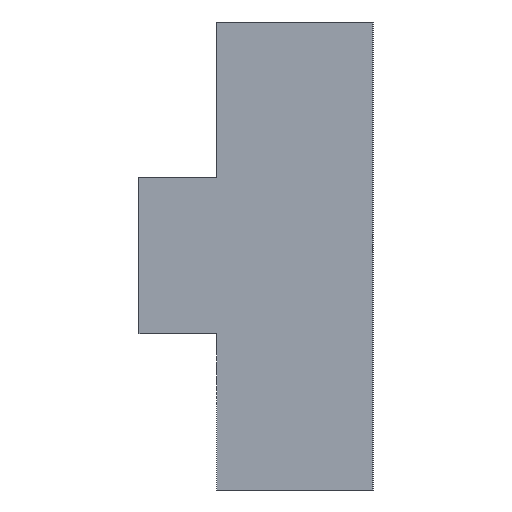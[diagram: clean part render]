
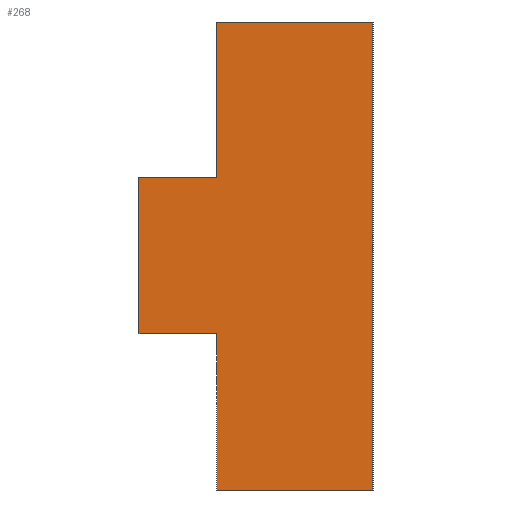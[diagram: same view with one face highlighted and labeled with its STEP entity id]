
A CAD part, left-side view. The second image highlights one B-rep face of the part: STEP entity #268.
In plain terms, the highlighted planar face has unit normal (-1, 0, 0).
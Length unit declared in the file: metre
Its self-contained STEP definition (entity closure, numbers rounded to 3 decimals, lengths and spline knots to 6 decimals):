
#7 = ORIENTED_EDGE ( 'NONE', *, *, #209, .T. ) ;
#15 = CARTESIAN_POINT ( 'NONE',  ( 0., -0.025, 0. ) ) ;
#21 = LINE ( 'NONE', #247, #365 ) ;
#26 = DIRECTION ( 'NONE',  ( 0., 0., -1. ) ) ;
#27 = ORIENTED_EDGE ( 'NONE', *, *, #193, .T. ) ;
#30 = VECTOR ( 'NONE', #246, 1. ) ;
#31 = EDGE_LOOP ( 'NONE', ( #233, #37, #27, #7, #131, #298, #149, #140 ) ) ;
#37 = ORIENTED_EDGE ( 'NONE', *, *, #265, .T. ) ;
#40 = VECTOR ( 'NONE', #303, 1. ) ;
#42 = VERTEX_POINT ( 'NONE', #183 ) ;
#45 = VECTOR ( 'NONE', #161, 1. ) ;
#46 = LINE ( 'NONE', #329, #190 ) ;
#52 = DIRECTION ( 'NONE',  ( 0., 1., 0. ) ) ;
#58 = VERTEX_POINT ( 'NONE', #356 ) ;
#70 = FACE_OUTER_BOUND ( 'NONE', #31, .T. ) ;
#77 = CARTESIAN_POINT ( 'NONE',  ( 0., 0.025, -0.075 ) ) ;
#79 = CARTESIAN_POINT ( 'NONE',  ( 0., -0.025, -0.075 ) ) ;
#96 = VECTOR ( 'NONE', #26, 1. ) ;
#99 = DIRECTION ( 'NONE',  ( 1., 0., 0. ) ) ;
#100 = LINE ( 'NONE', #130, #45 ) ;
#110 = LINE ( 'NONE', #168, #204 ) ;
#130 = CARTESIAN_POINT ( 'NONE',  ( 0., 0., 0.075 ) ) ;
#131 = ORIENTED_EDGE ( 'NONE', *, *, #353, .T. ) ;
#136 = LINE ( 'NONE', #253, #261 ) ;
#140 = ORIENTED_EDGE ( 'NONE', *, *, #272, .F. ) ;
#147 = EDGE_CURVE ( 'NONE', #267, #293, #136, .T. ) ;
#149 = ORIENTED_EDGE ( 'NONE', *, *, #147, .T. ) ;
#161 = DIRECTION ( 'NONE',  ( 0., 1., 0. ) ) ;
#166 = LINE ( 'NONE', #366, #40 ) ;
#168 = CARTESIAN_POINT ( 'NONE',  ( 0., 0., -0.025 ) ) ;
#183 = CARTESIAN_POINT ( 'NONE',  ( 0., 0.025, 0.075 ) ) ;
#190 = VECTOR ( 'NONE', #52, 1. ) ;
#193 = EDGE_CURVE ( 'NONE', #42, #311, #166, .T. ) ;
#198 = CARTESIAN_POINT ( 'NONE',  ( 0., 0.025, 0.025 ) ) ;
#204 = VECTOR ( 'NONE', #259, 1. ) ;
#209 = EDGE_CURVE ( 'NONE', #311, #248, #46, .T. ) ;
#216 = DIRECTION ( 'NONE',  ( 0., 0., -1. ) ) ;
#224 = CARTESIAN_POINT ( 'NONE',  ( 0., 0.05, 0.025 ) ) ;
#233 = ORIENTED_EDGE ( 'NONE', *, *, #317, .F. ) ;
#239 = PLANE ( 'NONE',  #325 ) ;
#240 = CARTESIAN_POINT ( 'NONE',  ( 0., 0.05, 0. ) ) ;
#246 = DIRECTION ( 'NONE',  ( 0., 0., -1. ) ) ;
#247 = CARTESIAN_POINT ( 'NONE',  ( 0., 0., -0.075 ) ) ;
#248 = VERTEX_POINT ( 'NONE', #224 ) ;
#253 = CARTESIAN_POINT ( 'NONE',  ( 0., 0.025, 0. ) ) ;
#255 = LINE ( 'NONE', #240, #30 ) ;
#259 = DIRECTION ( 'NONE',  ( 0., -1., 0. ) ) ;
#260 = VERTEX_POINT ( 'NONE', #332 ) ;
#261 = VECTOR ( 'NONE', #367, 1. ) ;
#265 = EDGE_CURVE ( 'NONE', #260, #42, #100, .T. ) ;
#267 = VERTEX_POINT ( 'NONE', #278 ) ;
#268 = ADVANCED_FACE ( 'NONE', ( #70 ), #239, .F. ) ;
#272 = EDGE_CURVE ( 'NONE', #330, #293, #21, .T. ) ;
#275 = DIRECTION ( 'NONE',  ( 0., 1., 0. ) ) ;
#278 = CARTESIAN_POINT ( 'NONE',  ( 0., 0.025, -0.025 ) ) ;
#292 = EDGE_CURVE ( 'NONE', #58, #267, #110, .T. ) ;
#293 = VERTEX_POINT ( 'NONE', #77 ) ;
#298 = ORIENTED_EDGE ( 'NONE', *, *, #292, .T. ) ;
#303 = DIRECTION ( 'NONE',  ( 0., 0., -1. ) ) ;
#311 = VERTEX_POINT ( 'NONE', #198 ) ;
#317 = EDGE_CURVE ( 'NONE', #260, #330, #363, .T. ) ;
#325 = AXIS2_PLACEMENT_3D ( 'NONE', #358, #99, #216 ) ;
#329 = CARTESIAN_POINT ( 'NONE',  ( 0., 0., 0.025 ) ) ;
#330 = VERTEX_POINT ( 'NONE', #79 ) ;
#332 = CARTESIAN_POINT ( 'NONE',  ( 0., -0.025, 0.075 ) ) ;
#353 = EDGE_CURVE ( 'NONE', #248, #58, #255, .T. ) ;
#356 = CARTESIAN_POINT ( 'NONE',  ( 0., 0.05, -0.025 ) ) ;
#358 = CARTESIAN_POINT ( 'NONE',  ( 0., 0., 0. ) ) ;
#363 = LINE ( 'NONE', #15, #96 ) ;
#365 = VECTOR ( 'NONE', #275, 1. ) ;
#366 = CARTESIAN_POINT ( 'NONE',  ( 0., 0.025, 0. ) ) ;
#367 = DIRECTION ( 'NONE',  ( 0., 0., -1. ) ) ;
